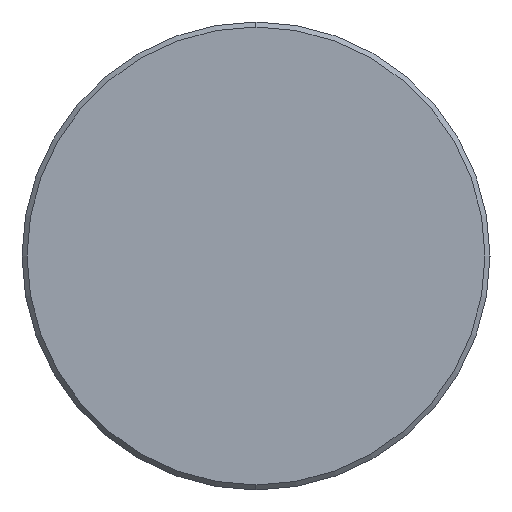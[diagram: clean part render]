
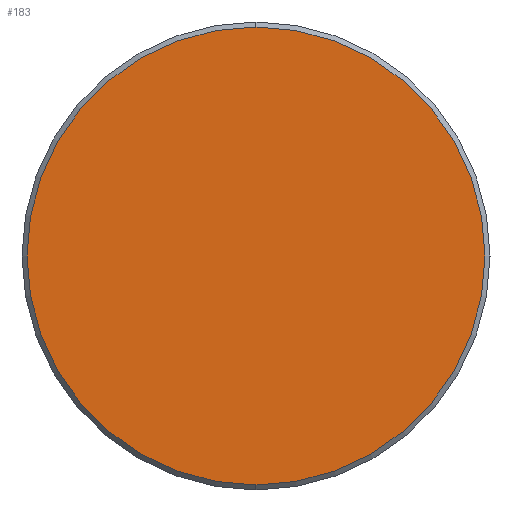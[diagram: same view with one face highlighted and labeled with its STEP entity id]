
A CAD part, left-side view. The second image highlights one B-rep face of the part: STEP entity #183.
In plain terms, the highlighted planar face has unit normal (-1, 0, 0).
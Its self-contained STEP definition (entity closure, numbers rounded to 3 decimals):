
#54 = AXIS2_PLACEMENT_3D ( 'NONE', #606, #345, #289 ) ;
#111 = CARTESIAN_POINT ( 'NONE',  ( 0., 0., 0. ) ) ;
#118 = ORIENTED_EDGE ( 'NONE', *, *, #787, .T. ) ;
#150 = PLANE ( 'NONE',  #54 ) ;
#183 = ADVANCED_FACE ( 'NONE', ( #648 ), #150, .F. ) ;
#269 = EDGE_CURVE ( 'NONE', #384, #529, #572, .T. ) ;
#288 = CARTESIAN_POINT ( 'NONE',  ( 0., 0., 13.7 ) ) ;
#289 = DIRECTION ( 'NONE',  ( 0., 0., -1. ) ) ;
#302 = DIRECTION ( 'NONE',  ( 0., 0., 1. ) ) ;
#345 = DIRECTION ( 'NONE',  ( 1., 0., 0. ) ) ;
#381 = AXIS2_PLACEMENT_3D ( 'NONE', #111, #619, #302 ) ;
#384 = VERTEX_POINT ( 'NONE', #453 ) ;
#420 = DIRECTION ( 'NONE',  ( -1., 0., 0. ) ) ;
#453 = CARTESIAN_POINT ( 'NONE',  ( 0., 0., -13.7 ) ) ;
#461 = AXIS2_PLACEMENT_3D ( 'NONE', #551, #420, #679 ) ;
#529 = VERTEX_POINT ( 'NONE', #288 ) ;
#551 = CARTESIAN_POINT ( 'NONE',  ( 0., 0., 0. ) ) ;
#572 = CIRCLE ( 'NONE', #461, 13.7 ) ;
#606 = CARTESIAN_POINT ( 'NONE',  ( 0., 0., 0. ) ) ;
#619 = DIRECTION ( 'NONE',  ( -1., 0., 0. ) ) ;
#629 = CIRCLE ( 'NONE', #381, 13.7 ) ;
#648 = FACE_OUTER_BOUND ( 'NONE', #807, .T. ) ;
#679 = DIRECTION ( 'NONE',  ( 0., 0., 1. ) ) ;
#697 = ORIENTED_EDGE ( 'NONE', *, *, #269, .T. ) ;
#787 = EDGE_CURVE ( 'NONE', #529, #384, #629, .T. ) ;
#807 = EDGE_LOOP ( 'NONE', ( #697, #118 ) ) ;
